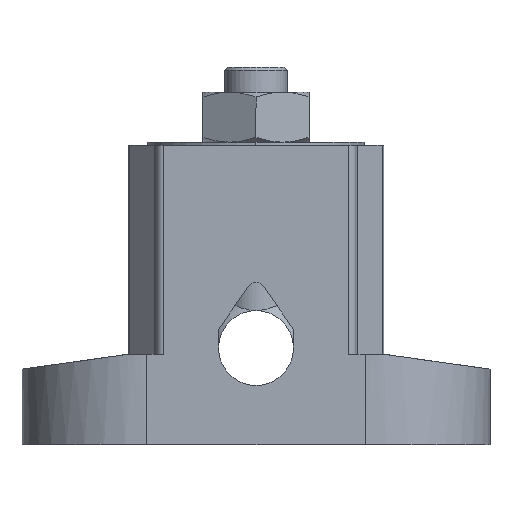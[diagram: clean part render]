
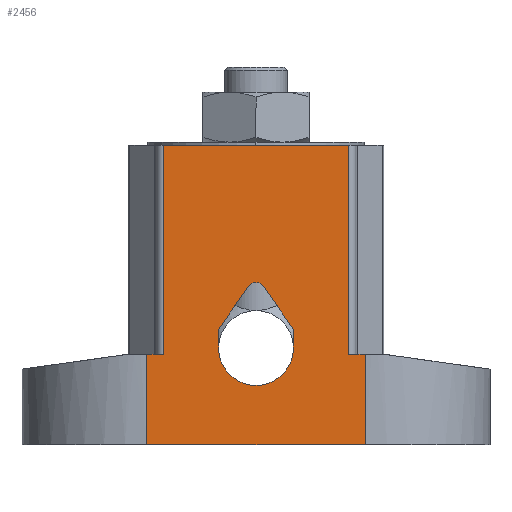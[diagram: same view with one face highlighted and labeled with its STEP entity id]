
A CAD part, front view. The second image highlights one B-rep face of the part: STEP entity #2456.
In plain terms, the highlighted face is planar.
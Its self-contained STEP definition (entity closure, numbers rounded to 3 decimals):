
#5 = DIRECTION ( 'NONE',  ( 1., 0., 0. ) ) ;
#25 = LINE ( 'NONE', #884, #2961 ) ;
#26 = CARTESIAN_POINT ( 'NONE',  ( -14.85, 14.5, 20. ) ) ;
#47 = VECTOR ( 'NONE', #470, 1000. ) ;
#57 = LINE ( 'NONE', #3078, #2737 ) ;
#83 = ORIENTED_EDGE ( 'NONE', *, *, #2598, .F. ) ;
#93 = CARTESIAN_POINT ( 'NONE',  ( -6., 18.5, 20. ) ) ;
#122 = DIRECTION ( 'NONE',  ( -1., 0., 0. ) ) ;
#148 = ORIENTED_EDGE ( 'NONE', *, *, #3108, .F. ) ;
#154 = CARTESIAN_POINT ( 'NONE',  ( 0., 15.5, 20. ) ) ;
#166 = LINE ( 'NONE', #2362, #2844 ) ;
#247 = ORIENTED_EDGE ( 'NONE', *, *, #632, .F. ) ;
#250 = EDGE_CURVE ( 'NONE', #1665, #2045, #3433, .T. ) ;
#337 = DIRECTION ( 'NONE',  ( 0., -1., 0. ) ) ;
#410 = CARTESIAN_POINT ( 'NONE',  ( 14.85, 14.5, 20. ) ) ;
#422 = EDGE_CURVE ( 'NONE', #908, #1826, #2985, .T. ) ;
#428 = DIRECTION ( 'NONE',  ( 1., 0., 0. ) ) ;
#448 = ORIENTED_EDGE ( 'NONE', *, *, #3478, .F. ) ;
#470 = DIRECTION ( 'NONE',  ( 0., 1., 0. ) ) ;
#490 = VERTEX_POINT ( 'NONE', #2730 ) ;
#566 = CARTESIAN_POINT ( 'NONE',  ( 0., 24.509, 20. ) ) ;
#569 = DIRECTION ( 'NONE',  ( -0.57, 0.821, 0. ) ) ;
#585 = CARTESIAN_POINT ( 'NONE',  ( 14.85, 48., 20. ) ) ;
#586 = VERTEX_POINT ( 'NONE', #1140 ) ;
#620 = CARTESIAN_POINT ( 'NONE',  ( -17.5, 0., 20. ) ) ;
#625 = CARTESIAN_POINT ( 'NONE',  ( -17.5, 0., 20. ) ) ;
#631 = VECTOR ( 'NONE', #2870, 1000. ) ;
#632 = EDGE_CURVE ( 'NONE', #908, #1776, #2801, .T. ) ;
#691 = CARTESIAN_POINT ( 'NONE',  ( -6., 15.5, 20. ) ) ;
#692 = VERTEX_POINT ( 'NONE', #410 ) ;
#755 = CARTESIAN_POINT ( 'NONE',  ( 17.5, 12.111, 20. ) ) ;
#798 = CARTESIAN_POINT ( 'NONE',  ( 1.232, 25.364, 20. ) ) ;
#884 = CARTESIAN_POINT ( 'NONE',  ( 20.5, 48., 20. ) ) ;
#908 = VERTEX_POINT ( 'NONE', #3325 ) ;
#931 = ORIENTED_EDGE ( 'NONE', *, *, #1071, .T. ) ;
#1004 = DIRECTION ( 'NONE',  ( 0., -1., 0. ) ) ;
#1063 = VERTEX_POINT ( 'NONE', #625 ) ;
#1068 = DIRECTION ( 'NONE',  ( 0., 1., 0. ) ) ;
#1071 = EDGE_CURVE ( 'NONE', #586, #692, #2911, .T. ) ;
#1140 = CARTESIAN_POINT ( 'NONE',  ( 17.5, 14.5, 20. ) ) ;
#1164 = VECTOR ( 'NONE', #3184, 1000. ) ;
#1248 = ORIENTED_EDGE ( 'NONE', *, *, #1950, .T. ) ;
#1355 = CARTESIAN_POINT ( 'NONE',  ( -6., 18.5, 20. ) ) ;
#1357 = CARTESIAN_POINT ( 'NONE',  ( 0., 0., 20. ) ) ;
#1425 = DIRECTION ( 'NONE',  ( 0., 0., 1. ) ) ;
#1457 = CARTESIAN_POINT ( 'NONE',  ( 0., 14.5, 20. ) ) ;
#1515 = LINE ( 'NONE', #1605, #1164 ) ;
#1524 = CARTESIAN_POINT ( 'NONE',  ( -14.85, 48., 20. ) ) ;
#1564 = VECTOR ( 'NONE', #3456, 1000. ) ;
#1599 = CARTESIAN_POINT ( 'NONE',  ( 0., 14.5, 20. ) ) ;
#1605 = CARTESIAN_POINT ( 'NONE',  ( -6., 18.5, 20. ) ) ;
#1626 = CARTESIAN_POINT ( 'NONE',  ( 6., 15.5, 20. ) ) ;
#1634 = AXIS2_PLACEMENT_3D ( 'NONE', #1357, #2510, #5 ) ;
#1645 = VECTOR ( 'NONE', #2571, 1000. ) ;
#1665 = VERTEX_POINT ( 'NONE', #798 ) ;
#1675 = VECTOR ( 'NONE', #1004, 1000. ) ;
#1723 = ORIENTED_EDGE ( 'NONE', *, *, #422, .T. ) ;
#1727 = CARTESIAN_POINT ( 'NONE',  ( 17.5, 0., 20. ) ) ;
#1729 = AXIS2_PLACEMENT_3D ( 'NONE', #154, #2929, #428 ) ;
#1776 = VERTEX_POINT ( 'NONE', #1524 ) ;
#1799 = VECTOR ( 'NONE', #1068, 1000. ) ;
#1807 = VECTOR ( 'NONE', #122, 1000. ) ;
#1826 = VERTEX_POINT ( 'NONE', #2387 ) ;
#1878 = EDGE_CURVE ( 'NONE', #3368, #586, #2706, .T. ) ;
#1950 = EDGE_CURVE ( 'NONE', #692, #2509, #2208, .T. ) ;
#2045 = VERTEX_POINT ( 'NONE', #3049 ) ;
#2069 = EDGE_CURVE ( 'NONE', #1826, #1063, #3121, .T. ) ;
#2097 = EDGE_CURVE ( 'NONE', #2509, #1776, #25, .T. ) ;
#2168 = ORIENTED_EDGE ( 'NONE', *, *, #1878, .T. ) ;
#2208 = LINE ( 'NONE', #3354, #1799 ) ;
#2220 = ORIENTED_EDGE ( 'NONE', *, *, #2253, .T. ) ;
#2239 = VERTEX_POINT ( 'NONE', #2959 ) ;
#2253 = EDGE_CURVE ( 'NONE', #1063, #3368, #166, .T. ) ;
#2288 = ORIENTED_EDGE ( 'NONE', *, *, #2097, .T. ) ;
#2347 = DIRECTION ( 'NONE',  ( 1., 0., 0. ) ) ;
#2362 = CARTESIAN_POINT ( 'NONE',  ( -37.5, 0., 20. ) ) ;
#2387 = CARTESIAN_POINT ( 'NONE',  ( -17.5, 14.5, 20. ) ) ;
#2456 = ADVANCED_FACE ( 'NONE', ( #2781, #3584 ), #2459, .T. ) ;
#2459 = PLANE ( 'NONE',  #1634 ) ;
#2509 = VERTEX_POINT ( 'NONE', #585 ) ;
#2510 = DIRECTION ( 'NONE',  ( 0., 0., 1. ) ) ;
#2571 = DIRECTION ( 'NONE',  ( -1., 0., 0. ) ) ;
#2582 = EDGE_CURVE ( 'NONE', #2239, #1665, #57, .T. ) ;
#2598 = EDGE_CURVE ( 'NONE', #2045, #3581, #1515, .T. ) ;
#2611 = EDGE_LOOP ( 'NONE', ( #3044, #148, #448, #83, #3345, #3464 ) ) ;
#2618 = AXIS2_PLACEMENT_3D ( 'NONE', #566, #1425, #3093 ) ;
#2706 = LINE ( 'NONE', #755, #1564 ) ;
#2718 = EDGE_CURVE ( 'NONE', #490, #2239, #2970, .T. ) ;
#2730 = CARTESIAN_POINT ( 'NONE',  ( 6., 15.5, 20. ) ) ;
#2737 = VECTOR ( 'NONE', #569, 1000. ) ;
#2781 = FACE_BOUND ( 'NONE', #2611, .T. ) ;
#2801 = LINE ( 'NONE', #26, #631 ) ;
#2844 = VECTOR ( 'NONE', #2347, 1000. ) ;
#2870 = DIRECTION ( 'NONE',  ( 0., 1., 0. ) ) ;
#2901 = VECTOR ( 'NONE', #337, 1000. ) ;
#2911 = LINE ( 'NONE', #1457, #1645 ) ;
#2929 = DIRECTION ( 'NONE',  ( 0., 0., 1. ) ) ;
#2959 = CARTESIAN_POINT ( 'NONE',  ( 6., 18.5, 20. ) ) ;
#2961 = VECTOR ( 'NONE', #3102, 1000. ) ;
#2970 = LINE ( 'NONE', #1626, #47 ) ;
#2985 = LINE ( 'NONE', #1599, #1807 ) ;
#3044 = ORIENTED_EDGE ( 'NONE', *, *, #2718, .F. ) ;
#3049 = CARTESIAN_POINT ( 'NONE',  ( -1.232, 25.364, 20. ) ) ;
#3055 = ORIENTED_EDGE ( 'NONE', *, *, #2069, .T. ) ;
#3072 = EDGE_LOOP ( 'NONE', ( #2220, #2168, #931, #1248, #2288, #247, #1723, #3055 ) ) ;
#3078 = CARTESIAN_POINT ( 'NONE',  ( 6., 18.5, 20. ) ) ;
#3093 = DIRECTION ( 'NONE',  ( 1., 0., 0. ) ) ;
#3102 = DIRECTION ( 'NONE',  ( -1., 0., 0. ) ) ;
#3108 = EDGE_CURVE ( 'NONE', #3389, #490, #3304, .T. ) ;
#3121 = LINE ( 'NONE', #620, #2901 ) ;
#3184 = DIRECTION ( 'NONE',  ( -0.57, -0.821, 0. ) ) ;
#3304 = CIRCLE ( 'NONE', #1729, 6. ) ;
#3325 = CARTESIAN_POINT ( 'NONE',  ( -14.85, 14.5, 20. ) ) ;
#3345 = ORIENTED_EDGE ( 'NONE', *, *, #250, .F. ) ;
#3354 = CARTESIAN_POINT ( 'NONE',  ( 14.85, 14.5, 20. ) ) ;
#3368 = VERTEX_POINT ( 'NONE', #1727 ) ;
#3389 = VERTEX_POINT ( 'NONE', #691 ) ;
#3433 = CIRCLE ( 'NONE', #2618, 1.5 ) ;
#3456 = DIRECTION ( 'NONE',  ( 0., 1., 0. ) ) ;
#3464 = ORIENTED_EDGE ( 'NONE', *, *, #2582, .F. ) ;
#3478 = EDGE_CURVE ( 'NONE', #3581, #3389, #3507, .T. ) ;
#3507 = LINE ( 'NONE', #93, #1675 ) ;
#3581 = VERTEX_POINT ( 'NONE', #1355 ) ;
#3584 = FACE_OUTER_BOUND ( 'NONE', #3072, .T. ) ;
